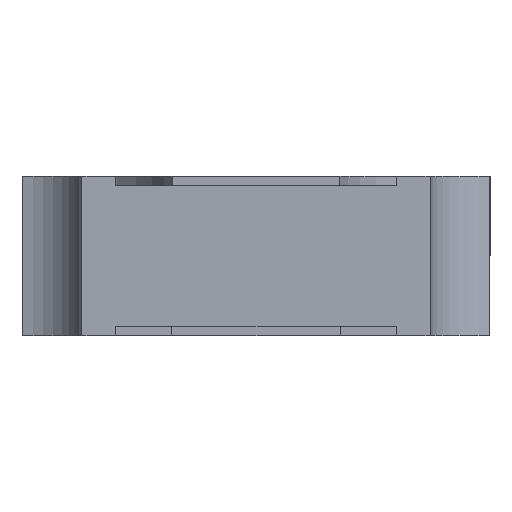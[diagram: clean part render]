
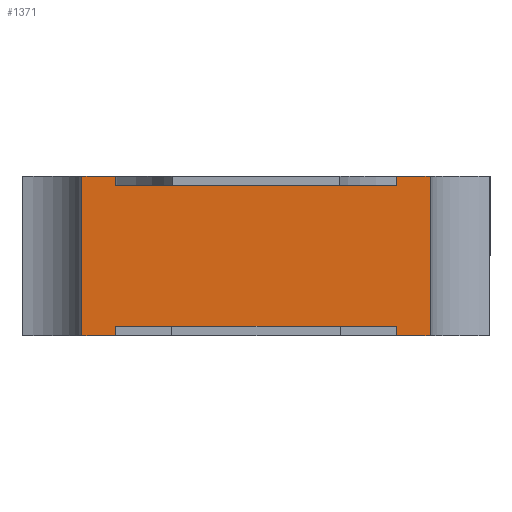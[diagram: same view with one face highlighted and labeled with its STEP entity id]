
A CAD part, left-side view. The second image highlights one B-rep face of the part: STEP entity #1371.
In plain terms, the highlighted planar face has unit normal (-1, 0, 0).
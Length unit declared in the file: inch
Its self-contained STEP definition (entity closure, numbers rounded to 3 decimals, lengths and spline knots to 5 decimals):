
#25 = DIRECTION ( 'NONE',  ( 0., 0., -1. ) ) ;
#56 = DIRECTION ( 'NONE',  ( 0., 0., -1. ) ) ;
#67 = CARTESIAN_POINT ( 'NONE',  ( -0.0625, -0.02999, 0.032 ) ) ;
#106 = CARTESIAN_POINT ( 'NONE',  ( -0.0625, -0.02999, 0.002 ) ) ;
#115 = ORIENTED_EDGE ( 'NONE', *, *, #1795, .T. ) ;
#149 = DIRECTION ( 'NONE',  ( 0., -1., 0. ) ) ;
#186 = VECTOR ( 'NONE', #988, 39.37008 ) ;
#194 = LINE ( 'NONE', #1056, #2401 ) ;
#240 = LINE ( 'NONE', #653, #2539 ) ;
#252 = DIRECTION ( 'NONE',  ( 0., -1., 0. ) ) ;
#291 = VERTEX_POINT ( 'NONE', #1236 ) ;
#305 = CARTESIAN_POINT ( 'NONE',  ( -0.0625, -0.0372, 0. ) ) ;
#348 = ORIENTED_EDGE ( 'NONE', *, *, #2698, .T. ) ;
#364 = EDGE_CURVE ( 'NONE', #2034, #2219, #652, .T. ) ;
#390 = DIRECTION ( 'NONE',  ( 1., 0., 0. ) ) ;
#488 = AXIS2_PLACEMENT_3D ( 'NONE', #1025, #390, #799 ) ;
#514 = CARTESIAN_POINT ( 'NONE',  ( -0.0625, 0.02999, 0. ) ) ;
#584 = EDGE_CURVE ( 'NONE', #291, #1313, #2760, .T. ) ;
#627 = VECTOR ( 'NONE', #149, 39.37008 ) ;
#652 = LINE ( 'NONE', #1957, #1730 ) ;
#653 = CARTESIAN_POINT ( 'NONE',  ( -0.0625, -0.0372, 0.002 ) ) ;
#681 = ORIENTED_EDGE ( 'NONE', *, *, #584, .T. ) ;
#740 = CARTESIAN_POINT ( 'NONE',  ( -0.0625, -0.02999, 0. ) ) ;
#759 = VERTEX_POINT ( 'NONE', #1086 ) ;
#765 = VECTOR ( 'NONE', #1341, 39.37008 ) ;
#786 = LINE ( 'NONE', #2332, #1907 ) ;
#799 = DIRECTION ( 'NONE',  ( 0., 1., 0. ) ) ;
#801 = CARTESIAN_POINT ( 'NONE',  ( -0.0625, 0.0525, 0.032 ) ) ;
#814 = EDGE_CURVE ( 'NONE', #2369, #2034, #194, .T. ) ;
#816 = CARTESIAN_POINT ( 'NONE',  ( -0.0625, -0.02999, 0.002 ) ) ;
#879 = EDGE_CURVE ( 'NONE', #2668, #2219, #1805, .T. ) ;
#881 = ORIENTED_EDGE ( 'NONE', *, *, #2091, .F. ) ;
#904 = VECTOR ( 'NONE', #1129, 39.37008 ) ;
#954 = VERTEX_POINT ( 'NONE', #2670 ) ;
#959 = EDGE_CURVE ( 'NONE', #291, #1584, #2022, .T. ) ;
#962 = EDGE_CURVE ( 'NONE', #759, #1701, #1992, .T. ) ;
#988 = DIRECTION ( 'NONE',  ( 0., -1., 0. ) ) ;
#1025 = CARTESIAN_POINT ( 'NONE',  ( -0.0625, 0.0372, 0.002 ) ) ;
#1039 = FACE_OUTER_BOUND ( 'NONE', #2575, .T. ) ;
#1053 = ORIENTED_EDGE ( 'NONE', *, *, #364, .T. ) ;
#1056 = CARTESIAN_POINT ( 'NONE',  ( -0.0625, 0.0372, 0.002 ) ) ;
#1086 = CARTESIAN_POINT ( 'NONE',  ( -0.0625, -0.02999, 0.002 ) ) ;
#1129 = DIRECTION ( 'NONE',  ( 0., 0., 1. ) ) ;
#1236 = CARTESIAN_POINT ( 'NONE',  ( -0.0625, -0.02999, 0.032 ) ) ;
#1270 = VECTOR ( 'NONE', #56, 39.37008 ) ;
#1313 = VERTEX_POINT ( 'NONE', #2286 ) ;
#1335 = EDGE_CURVE ( 'NONE', #2668, #759, #1411, .T. ) ;
#1341 = DIRECTION ( 'NONE',  ( 0., 0., -1. ) ) ;
#1359 = VECTOR ( 'NONE', #2321, 39.37008 ) ;
#1371 = ADVANCED_FACE ( 'NONE', ( #1039 ), #1467, .F. ) ;
#1373 = EDGE_CURVE ( 'NONE', #1313, #954, #2275, .T. ) ;
#1380 = ORIENTED_EDGE ( 'NONE', *, *, #814, .T. ) ;
#1399 = ORIENTED_EDGE ( 'NONE', *, *, #959, .F. ) ;
#1411 = LINE ( 'NONE', #816, #627 ) ;
#1416 = EDGE_CURVE ( 'NONE', #954, #2369, #2061, .T. ) ;
#1437 = CARTESIAN_POINT ( 'NONE',  ( -0.0625, 0.02999, 0.032 ) ) ;
#1467 = PLANE ( 'NONE',  #488 ) ;
#1482 = VECTOR ( 'NONE', #1892, 39.37008 ) ;
#1548 = ORIENTED_EDGE ( 'NONE', *, *, #879, .F. ) ;
#1584 = VERTEX_POINT ( 'NONE', #1962 ) ;
#1666 = DIRECTION ( 'NONE',  ( 0., 1., 0. ) ) ;
#1701 = VERTEX_POINT ( 'NONE', #740 ) ;
#1730 = VECTOR ( 'NONE', #252, 39.37008 ) ;
#1795 = EDGE_CURVE ( 'NONE', #1701, #2600, #2066, .T. ) ;
#1805 = LINE ( 'NONE', #2483, #765 ) ;
#1884 = CARTESIAN_POINT ( 'NONE',  ( -0.0625, 0.0372, 0.034 ) ) ;
#1892 = DIRECTION ( 'NONE',  ( 0., 0., 1. ) ) ;
#1907 = VECTOR ( 'NONE', #1666, 39.37008 ) ;
#1957 = CARTESIAN_POINT ( 'NONE',  ( -0.0625, 0.0372, 0. ) ) ;
#1962 = CARTESIAN_POINT ( 'NONE',  ( -0.0625, -0.02999, 0.034 ) ) ;
#1992 = LINE ( 'NONE', #106, #1270 ) ;
#2022 = LINE ( 'NONE', #67, #904 ) ;
#2034 = VERTEX_POINT ( 'NONE', #2791 ) ;
#2061 = LINE ( 'NONE', #2501, #2569 ) ;
#2066 = LINE ( 'NONE', #2691, #186 ) ;
#2072 = DIRECTION ( 'NONE',  ( 0., 1., 0. ) ) ;
#2091 = EDGE_CURVE ( 'NONE', #2782, #2600, #240, .T. ) ;
#2120 = ORIENTED_EDGE ( 'NONE', *, *, #1416, .T. ) ;
#2153 = ORIENTED_EDGE ( 'NONE', *, *, #1373, .T. ) ;
#2165 = ORIENTED_EDGE ( 'NONE', *, *, #962, .T. ) ;
#2219 = VERTEX_POINT ( 'NONE', #514 ) ;
#2275 = LINE ( 'NONE', #1437, #1482 ) ;
#2286 = CARTESIAN_POINT ( 'NONE',  ( -0.0625, 0.02999, 0.032 ) ) ;
#2321 = DIRECTION ( 'NONE',  ( 0., 1., 0. ) ) ;
#2332 = CARTESIAN_POINT ( 'NONE',  ( -0.0625, 0.0525, 0.034 ) ) ;
#2369 = VERTEX_POINT ( 'NONE', #1884 ) ;
#2401 = VECTOR ( 'NONE', #25, 39.37008 ) ;
#2483 = CARTESIAN_POINT ( 'NONE',  ( -0.0625, 0.02999, 0.002 ) ) ;
#2501 = CARTESIAN_POINT ( 'NONE',  ( -0.0625, 0.0525, 0.034 ) ) ;
#2539 = VECTOR ( 'NONE', #2637, 39.37008 ) ;
#2569 = VECTOR ( 'NONE', #2072, 39.37008 ) ;
#2575 = EDGE_LOOP ( 'NONE', ( #2153, #2120, #1380, #1053, #1548, #2642, #2165, #115, #881, #348, #1399, #681 ) ) ;
#2600 = VERTEX_POINT ( 'NONE', #305 ) ;
#2637 = DIRECTION ( 'NONE',  ( 0., 0., -1. ) ) ;
#2642 = ORIENTED_EDGE ( 'NONE', *, *, #1335, .T. ) ;
#2647 = CARTESIAN_POINT ( 'NONE',  ( -0.0625, 0.02999, 0.002 ) ) ;
#2668 = VERTEX_POINT ( 'NONE', #2647 ) ;
#2670 = CARTESIAN_POINT ( 'NONE',  ( -0.0625, 0.02999, 0.034 ) ) ;
#2691 = CARTESIAN_POINT ( 'NONE',  ( -0.0625, 0.0372, 0. ) ) ;
#2698 = EDGE_CURVE ( 'NONE', #2782, #1584, #786, .T. ) ;
#2714 = CARTESIAN_POINT ( 'NONE',  ( -0.0625, -0.0372, 0.034 ) ) ;
#2760 = LINE ( 'NONE', #801, #1359 ) ;
#2782 = VERTEX_POINT ( 'NONE', #2714 ) ;
#2791 = CARTESIAN_POINT ( 'NONE',  ( -0.0625, 0.0372, 0. ) ) ;
